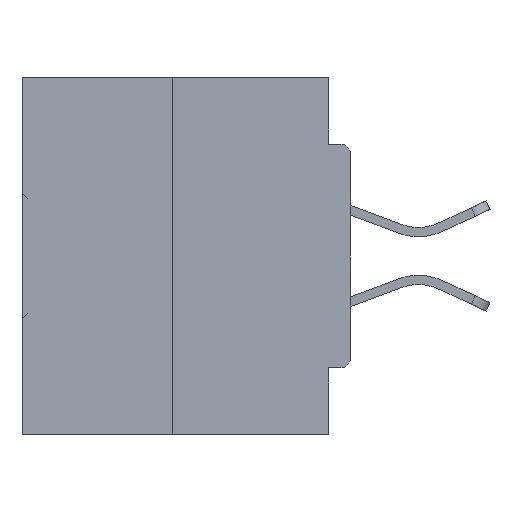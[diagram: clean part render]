
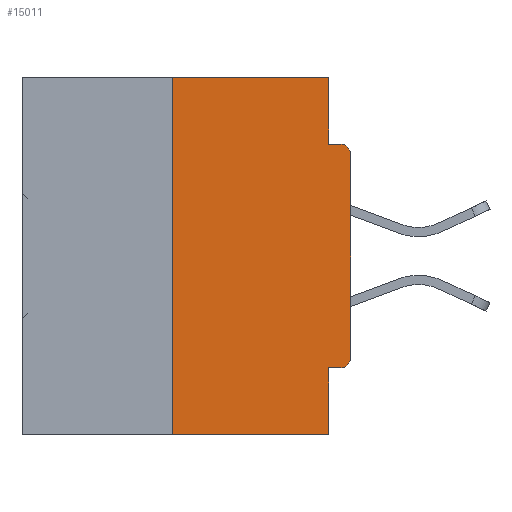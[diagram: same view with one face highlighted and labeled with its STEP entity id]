
A CAD part, left-side view. The second image highlights one B-rep face of the part: STEP entity #15011.
In plain terms, the highlighted planar face has unit normal (-1, 0, 0).
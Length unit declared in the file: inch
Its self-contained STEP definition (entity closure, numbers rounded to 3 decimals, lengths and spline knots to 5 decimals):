
#751 = CARTESIAN_POINT ( 'NONE',  ( 0., 0.031, -0.4065 ) ) ;
#1751 = FACE_OUTER_BOUND ( 'NONE', #11358, .T. ) ;
#2003 = LINE ( 'NONE', #34695, #45179 ) ;
#2459 = CARTESIAN_POINT ( 'NONE',  ( 0., 0.015, -0.0935 ) ) ;
#2753 = CARTESIAN_POINT ( 'NONE',  ( 0., 0.46, 0. ) ) ;
#2851 = CARTESIAN_POINT ( 'NONE',  ( 0., 0.031, -0.0935 ) ) ;
#3122 = ORIENTED_EDGE ( 'NONE', *, *, #46676, .F. ) ;
#3461 = VERTEX_POINT ( 'NONE', #46109 ) ;
#5372 = VERTEX_POINT ( 'NONE', #47089 ) ;
#5536 = LINE ( 'NONE', #7087, #44188 ) ;
#6011 = VECTOR ( 'NONE', #30861, 39.37008 ) ;
#6221 = VERTEX_POINT ( 'NONE', #34957 ) ;
#6476 = DIRECTION ( 'NONE',  ( 0., -1., 0. ) ) ;
#7087 = CARTESIAN_POINT ( 'NONE',  ( 0., 0., 0. ) ) ;
#8004 = CIRCLE ( 'NONE', #26242, 0.015 ) ;
#8224 = ORIENTED_EDGE ( 'NONE', *, *, #12863, .F. ) ;
#8769 = ORIENTED_EDGE ( 'NONE', *, *, #24188, .T. ) ;
#8869 = VECTOR ( 'NONE', #16482, 39.37008 ) ;
#9080 = ORIENTED_EDGE ( 'NONE', *, *, #11168, .F. ) ;
#9486 = LINE ( 'NONE', #23813, #8869 ) ;
#9879 = DIRECTION ( 'NONE',  ( 0., -1., 0. ) ) ;
#9999 = LINE ( 'NONE', #37729, #6011 ) ;
#10409 = DIRECTION ( 'NONE',  ( 0., 1., 0. ) ) ;
#10921 = LINE ( 'NONE', #33723, #35303 ) ;
#11124 = AXIS2_PLACEMENT_3D ( 'NONE', #37726, #15913, #19567 ) ;
#11168 = EDGE_CURVE ( 'NONE', #17256, #28142, #2003, .T. ) ;
#11358 = EDGE_LOOP ( 'NONE', ( #3122, #35044, #8769, #18463, #9080, #17814, #19080, #44129, #8224, #43901 ) ) ;
#12863 = EDGE_CURVE ( 'NONE', #23428, #14170, #16059, .T. ) ;
#13699 = EDGE_CURVE ( 'NONE', #27847, #23428, #14327, .T. ) ;
#13833 = PLANE ( 'NONE',  #25033 ) ;
#14170 = VERTEX_POINT ( 'NONE', #2459 ) ;
#14327 = LINE ( 'NONE', #30676, #29105 ) ;
#15011 = ADVANCED_FACE ( 'NONE', ( #1751 ), #13833, .F. ) ;
#15913 = DIRECTION ( 'NONE',  ( -1., 0., 0. ) ) ;
#16059 = LINE ( 'NONE', #28393, #19484 ) ;
#16482 = DIRECTION ( 'NONE',  ( 0., 0., -1. ) ) ;
#16696 = VERTEX_POINT ( 'NONE', #24449 ) ;
#17256 = VERTEX_POINT ( 'NONE', #42031 ) ;
#17452 = EDGE_CURVE ( 'NONE', #28142, #16696, #9486, .T. ) ;
#17683 = VECTOR ( 'NONE', #9879, 39.37008 ) ;
#17814 = ORIENTED_EDGE ( 'NONE', *, *, #29679, .T. ) ;
#18463 = ORIENTED_EDGE ( 'NONE', *, *, #17452, .F. ) ;
#19080 = ORIENTED_EDGE ( 'NONE', *, *, #29421, .T. ) ;
#19484 = VECTOR ( 'NONE', #6476, 39.37008 ) ;
#19567 = DIRECTION ( 'NONE',  ( 0., 0., -1. ) ) ;
#20087 = DIRECTION ( 'NONE',  ( 0., 0., -1. ) ) ;
#20251 = CARTESIAN_POINT ( 'NONE',  ( 0., 0.031, 0. ) ) ;
#21268 = CARTESIAN_POINT ( 'NONE',  ( 0., 0.46, 0. ) ) ;
#22432 = DIRECTION ( 'NONE',  ( 0., -1., 0. ) ) ;
#22901 = DIRECTION ( 'NONE',  ( 0., 0., -1. ) ) ;
#23322 = LINE ( 'NONE', #2753, #17683 ) ;
#23428 = VERTEX_POINT ( 'NONE', #2851 ) ;
#23813 = CARTESIAN_POINT ( 'NONE',  ( 0., 0.031, -0.5 ) ) ;
#24188 = EDGE_CURVE ( 'NONE', #36255, #16696, #10921, .T. ) ;
#24449 = CARTESIAN_POINT ( 'NONE',  ( 0., 0.031, -0.5 ) ) ;
#25033 = AXIS2_PLACEMENT_3D ( 'NONE', #21268, #39862, #28442 ) ;
#25595 = CARTESIAN_POINT ( 'NONE',  ( 0., 0.015, -0.1085 ) ) ;
#26242 = AXIS2_PLACEMENT_3D ( 'NONE', #25595, #45095, #20087 ) ;
#27465 = EDGE_CURVE ( 'NONE', #5372, #14170, #8004, .T. ) ;
#27614 = CARTESIAN_POINT ( 'NONE',  ( 0., 0.25, -0.5 ) ) ;
#27847 = VERTEX_POINT ( 'NONE', #20251 ) ;
#28142 = VERTEX_POINT ( 'NONE', #751 ) ;
#28393 = CARTESIAN_POINT ( 'NONE',  ( 0., 0., -0.0935 ) ) ;
#28442 = DIRECTION ( 'NONE',  ( 0., 0., -1. ) ) ;
#29105 = VECTOR ( 'NONE', #22901, 39.37008 ) ;
#29421 = EDGE_CURVE ( 'NONE', #3461, #5372, #5536, .T. ) ;
#29679 = EDGE_CURVE ( 'NONE', #17256, #3461, #31664, .T. ) ;
#30676 = CARTESIAN_POINT ( 'NONE',  ( 0., 0.031, 0. ) ) ;
#30861 = DIRECTION ( 'NONE',  ( 0., 0., 1. ) ) ;
#31664 = CIRCLE ( 'NONE', #11124, 0.015 ) ;
#33723 = CARTESIAN_POINT ( 'NONE',  ( 0., 0.46, -0.5 ) ) ;
#34695 = CARTESIAN_POINT ( 'NONE',  ( 0., 0., -0.4065 ) ) ;
#34957 = CARTESIAN_POINT ( 'NONE',  ( 0., 0.25, 0. ) ) ;
#35044 = ORIENTED_EDGE ( 'NONE', *, *, #41705, .F. ) ;
#35303 = VECTOR ( 'NONE', #22432, 39.37008 ) ;
#36255 = VERTEX_POINT ( 'NONE', #27614 ) ;
#37726 = CARTESIAN_POINT ( 'NONE',  ( 0., 0.015, -0.3915 ) ) ;
#37729 = CARTESIAN_POINT ( 'NONE',  ( 0., 0.25, 0. ) ) ;
#39862 = DIRECTION ( 'NONE',  ( 1., 0., 0. ) ) ;
#41705 = EDGE_CURVE ( 'NONE', #36255, #6221, #9999, .T. ) ;
#42031 = CARTESIAN_POINT ( 'NONE',  ( 0., 0.015, -0.4065 ) ) ;
#43901 = ORIENTED_EDGE ( 'NONE', *, *, #13699, .F. ) ;
#44129 = ORIENTED_EDGE ( 'NONE', *, *, #27465, .T. ) ;
#44188 = VECTOR ( 'NONE', #46784, 39.37008 ) ;
#45095 = DIRECTION ( 'NONE',  ( -1., 0., 0. ) ) ;
#45179 = VECTOR ( 'NONE', #10409, 39.37008 ) ;
#46109 = CARTESIAN_POINT ( 'NONE',  ( 0., 0., -0.3915 ) ) ;
#46676 = EDGE_CURVE ( 'NONE', #6221, #27847, #23322, .T. ) ;
#46784 = DIRECTION ( 'NONE',  ( 0., 0., 1. ) ) ;
#47089 = CARTESIAN_POINT ( 'NONE',  ( 0., 0., -0.1085 ) ) ;
